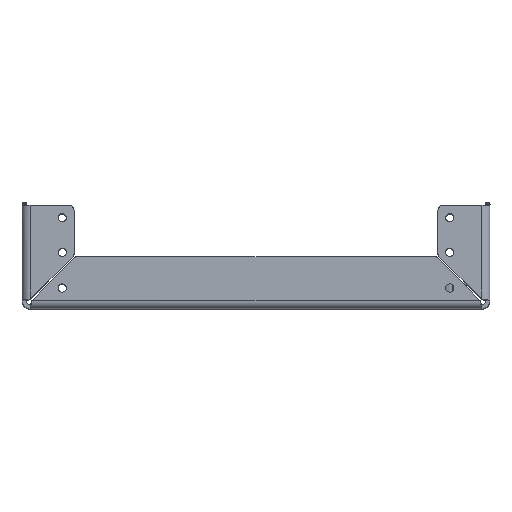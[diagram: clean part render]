
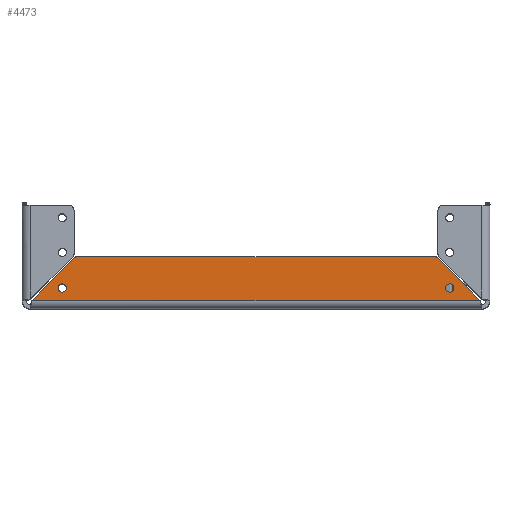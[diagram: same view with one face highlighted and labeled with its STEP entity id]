
A CAD part, top view. The second image highlights one B-rep face of the part: STEP entity #4473.
In plain terms, the highlighted planar face has unit normal (0, 0, 1).
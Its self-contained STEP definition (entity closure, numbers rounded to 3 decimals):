
#100 = VERTEX_POINT ( 'NONE', #7313 ) ;
#105 = VERTEX_POINT ( 'NONE', #4435 ) ;
#214 = AXIS2_PLACEMENT_3D ( 'NONE', #2579, #3524, #10275 ) ;
#227 = DIRECTION ( 'NONE',  ( 0.707, -0.707, 0. ) ) ;
#380 = CIRCLE ( 'NONE', #5530, 0.8 ) ;
#843 = VECTOR ( 'NONE', #6005, 1000. ) ;
#844 = ORIENTED_EDGE ( 'NONE', *, *, #4217, .F. ) ;
#870 = CARTESIAN_POINT ( 'NONE',  ( -43.019, 0.883, 30.395 ) ) ;
#911 = B_SPLINE_CURVE_WITH_KNOTS ( 'NONE', 3,
 ( #870, #2782, #4689, #7609 ),
 .UNSPECIFIED., .F., .F.,
 ( 4, 4 ),
 ( 0., 0. ),
 .UNSPECIFIED. ) ;
#1014 = VERTEX_POINT ( 'NONE', #3033 ) ;
#1025 = EDGE_LOOP ( 'NONE', ( #1634, #9968 ) ) ;
#1090 = ORIENTED_EDGE ( 'NONE', *, *, #3824, .T. ) ;
#1142 = LINE ( 'NONE', #6983, #843 ) ;
#1201 = CIRCLE ( 'NONE', #1275, 0.8 ) ;
#1275 = AXIS2_PLACEMENT_3D ( 'NONE', #3673, #10417, #4633 ) ;
#1296 = B_SPLINE_CURVE_WITH_KNOTS ( 'NONE', 3,
 ( #6093, #9934, #1298, #8040 ),
 .UNSPECIFIED., .F., .F.,
 ( 4, 4 ),
 ( 0., 0. ),
 .UNSPECIFIED. ) ;
#1298 = CARTESIAN_POINT ( 'NONE',  ( 43.056, 0.846, 30.395 ) ) ;
#1634 = ORIENTED_EDGE ( 'NONE', *, *, #9937, .T. ) ;
#1734 = FACE_BOUND ( 'NONE', #1025, .T. ) ;
#1819 = LINE ( 'NONE', #4054, #11763 ) ;
#1838 = CARTESIAN_POINT ( 'NONE',  ( -34.495, 8.7, 30.395 ) ) ;
#2058 = EDGE_CURVE ( 'NONE', #2606, #100, #1819, .T. ) ;
#2075 = VERTEX_POINT ( 'NONE', #10850 ) ;
#2078 = CARTESIAN_POINT ( 'NONE',  ( 37.25, 4., 30.395 ) ) ;
#2579 = CARTESIAN_POINT ( 'NONE',  ( 0., 0., 30.395 ) ) ;
#2606 = VERTEX_POINT ( 'NONE', #8054 ) ;
#2782 = CARTESIAN_POINT ( 'NONE',  ( -43.056, 0.846, 30.395 ) ) ;
#2800 = VECTOR ( 'NONE', #5036, 1000. ) ;
#2815 = DIRECTION ( 'NONE',  ( -1., 0., 0. ) ) ;
#3033 = CARTESIAN_POINT ( 'NONE',  ( -34.849, 9.054, 30.395 ) ) ;
#3047 = CIRCLE ( 'NONE', #6838, 0.5 ) ;
#3166 = EDGE_CURVE ( 'NONE', #4699, #4472, #911, .T. ) ;
#3293 = AXIS2_PLACEMENT_3D ( 'NONE', #1838, #8575, #2815 ) ;
#3455 = CARTESIAN_POINT ( 'NONE',  ( 0., 9.2, 30.395 ) ) ;
#3524 = DIRECTION ( 'NONE',  ( 0., 0., -1. ) ) ;
#3673 = CARTESIAN_POINT ( 'NONE',  ( 37.25, 3.2, 30.395 ) ) ;
#3800 = ORIENTED_EDGE ( 'NONE', *, *, #5973, .T. ) ;
#3815 = VERTEX_POINT ( 'NONE', #7298 ) ;
#3824 = EDGE_CURVE ( 'NONE', #3815, #4016, #11530, .T. ) ;
#4016 = VERTEX_POINT ( 'NONE', #10452 ) ;
#4054 = CARTESIAN_POINT ( 'NONE',  ( -18.164, 62.066, 30.395 ) ) ;
#4082 = CARTESIAN_POINT ( 'NONE',  ( -43.426, 0.759, 30.395 ) ) ;
#4115 = CIRCLE ( 'NONE', #6277, 0.8 ) ;
#4193 = ORIENTED_EDGE ( 'NONE', *, *, #10619, .T. ) ;
#4217 = EDGE_CURVE ( 'NONE', #2075, #4472, #12446, .T. ) ;
#4435 = CARTESIAN_POINT ( 'NONE',  ( 37.25, 2.4, 30.395 ) ) ;
#4472 = VERTEX_POINT ( 'NONE', #6390 ) ;
#4473 = ADVANCED_FACE ( 'NONE', ( #1734, #4577, #11671 ), #8338, .F. ) ;
#4526 = CARTESIAN_POINT ( 'NONE',  ( 34.495, 8.7, 30.395 ) ) ;
#4577 = FACE_BOUND ( 'NONE', #7796, .T. ) ;
#4616 = CARTESIAN_POINT ( 'NONE',  ( -37.25, 3.2, 30.395 ) ) ;
#4633 = DIRECTION ( 'NONE',  ( 0., 1., 0. ) ) ;
#4689 = CARTESIAN_POINT ( 'NONE',  ( -43.086, 0.805, 30.395 ) ) ;
#4699 = VERTEX_POINT ( 'NONE', #5317 ) ;
#5036 = DIRECTION ( 'NONE',  ( -1., 0., 0. ) ) ;
#5162 = EDGE_CURVE ( 'NONE', #7052, #6099, #380, .T. ) ;
#5317 = CARTESIAN_POINT ( 'NONE',  ( -43.019, 0.883, 30.395 ) ) ;
#5346 = EDGE_CURVE ( 'NONE', #2075, #100, #1296, .T. ) ;
#5427 = DIRECTION ( 'NONE',  ( 0., 0., -1. ) ) ;
#5498 = DIRECTION ( 'NONE',  ( -1., 0., 0. ) ) ;
#5530 = AXIS2_PLACEMENT_3D ( 'NONE', #4616, #11363, #5588 ) ;
#5588 = DIRECTION ( 'NONE',  ( 0., 1., 0. ) ) ;
#5629 = DIRECTION ( 'NONE',  ( 0., 0., -1. ) ) ;
#5973 = EDGE_CURVE ( 'NONE', #6099, #7052, #4115, .T. ) ;
#6005 = DIRECTION ( 'NONE',  ( 0.707, 0.707, 0. ) ) ;
#6093 = CARTESIAN_POINT ( 'NONE',  ( 43.11, 0.759, 30.395 ) ) ;
#6099 = VERTEX_POINT ( 'NONE', #11420 ) ;
#6277 = AXIS2_PLACEMENT_3D ( 'NONE', #11218, #5427, #12198 ) ;
#6390 = CARTESIAN_POINT ( 'NONE',  ( -43.11, 0.759, 30.395 ) ) ;
#6838 = AXIS2_PLACEMENT_3D ( 'NONE', #4526, #11276, #5498 ) ;
#6905 = VERTEX_POINT ( 'NONE', #2078 ) ;
#6983 = CARTESIAN_POINT ( 'NONE',  ( -43.143, 0.759, 30.395 ) ) ;
#7052 = VERTEX_POINT ( 'NONE', #11852 ) ;
#7298 = CARTESIAN_POINT ( 'NONE',  ( 34.495, 9.2, 30.395 ) ) ;
#7313 = CARTESIAN_POINT ( 'NONE',  ( 43.019, 0.883, 30.395 ) ) ;
#7497 = ORIENTED_EDGE ( 'NONE', *, *, #5346, .T. ) ;
#7609 = CARTESIAN_POINT ( 'NONE',  ( -43.11, 0.759, 30.395 ) ) ;
#7758 = EDGE_CURVE ( 'NONE', #4699, #1014, #1142, .T. ) ;
#7796 = EDGE_LOOP ( 'NONE', ( #3800, #9185 ) ) ;
#8040 = CARTESIAN_POINT ( 'NONE',  ( 43.019, 0.883, 30.395 ) ) ;
#8054 = CARTESIAN_POINT ( 'NONE',  ( 34.849, 9.054, 30.395 ) ) ;
#8338 = PLANE ( 'NONE',  #214 ) ;
#8368 = ORIENTED_EDGE ( 'NONE', *, *, #3166, .T. ) ;
#8575 = DIRECTION ( 'NONE',  ( 0., 0., 1. ) ) ;
#9146 = ORIENTED_EDGE ( 'NONE', *, *, #2058, .F. ) ;
#9185 = ORIENTED_EDGE ( 'NONE', *, *, #5162, .T. ) ;
#9934 = CARTESIAN_POINT ( 'NONE',  ( 43.086, 0.805, 30.395 ) ) ;
#9937 = EDGE_CURVE ( 'NONE', #6905, #105, #10931, .T. ) ;
#9968 = ORIENTED_EDGE ( 'NONE', *, *, #12514, .T. ) ;
#10119 = CIRCLE ( 'NONE', #3293, 0.5 ) ;
#10275 = DIRECTION ( 'NONE',  ( -1., 0., 0. ) ) ;
#10417 = DIRECTION ( 'NONE',  ( 0., 0., -1. ) ) ;
#10452 = CARTESIAN_POINT ( 'NONE',  ( -34.495, 9.2, 30.395 ) ) ;
#10619 = EDGE_CURVE ( 'NONE', #2606, #3815, #3047, .T. ) ;
#10756 = EDGE_LOOP ( 'NONE', ( #11061, #8368, #844, #7497, #9146, #4193, #1090, #12508 ) ) ;
#10850 = CARTESIAN_POINT ( 'NONE',  ( 43.11, 0.759, 30.395 ) ) ;
#10931 = CIRCLE ( 'NONE', #12109, 0.8 ) ;
#11061 = ORIENTED_EDGE ( 'NONE', *, *, #7758, .F. ) ;
#11172 = DIRECTION ( 'NONE',  ( -1., 0., 0. ) ) ;
#11218 = CARTESIAN_POINT ( 'NONE',  ( -37.25, 3.2, 30.395 ) ) ;
#11276 = DIRECTION ( 'NONE',  ( 0., 0., 1. ) ) ;
#11363 = DIRECTION ( 'NONE',  ( 0., 0., -1. ) ) ;
#11410 = CARTESIAN_POINT ( 'NONE',  ( 37.25, 3.2, 30.395 ) ) ;
#11420 = CARTESIAN_POINT ( 'NONE',  ( -37.25, 4., 30.395 ) ) ;
#11530 = LINE ( 'NONE', #3455, #11846 ) ;
#11671 = FACE_OUTER_BOUND ( 'NONE', #10756, .T. ) ;
#11736 = EDGE_CURVE ( 'NONE', #4016, #1014, #10119, .T. ) ;
#11763 = VECTOR ( 'NONE', #227, 1000. ) ;
#11846 = VECTOR ( 'NONE', #11172, 1000. ) ;
#11852 = CARTESIAN_POINT ( 'NONE',  ( -37.25, 2.4, 30.395 ) ) ;
#12109 = AXIS2_PLACEMENT_3D ( 'NONE', #11410, #5629, #12392 ) ;
#12198 = DIRECTION ( 'NONE',  ( 0., 1., 0. ) ) ;
#12392 = DIRECTION ( 'NONE',  ( 0., 1., 0. ) ) ;
#12446 = LINE ( 'NONE', #4082, #2800 ) ;
#12508 = ORIENTED_EDGE ( 'NONE', *, *, #11736, .T. ) ;
#12514 = EDGE_CURVE ( 'NONE', #105, #6905, #1201, .T. ) ;
